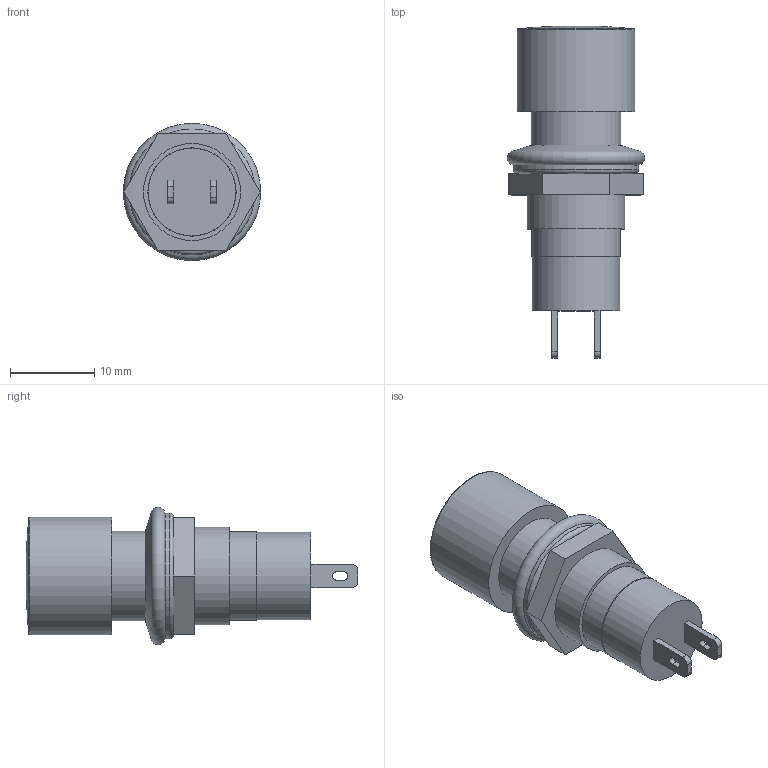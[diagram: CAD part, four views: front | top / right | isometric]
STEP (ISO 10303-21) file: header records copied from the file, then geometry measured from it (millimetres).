
FILE_DESCRIPTION(/* description */ (''),/* implementation_level */ '2;1');
FILE_NAME(/* name */ 'GPB040A05 Model.stp',/* time_stamp */ '2023-02-21T14:35:00-05:00',/* author */ ('dwiltbank'),/* organization */ (''),/* preprocessor_version */ 'ST-DEVELOPER v18.1',/* originating_system */ 'Autodesk Inventor 2022',/* authorisation */ '');
FILE_SCHEMA (('AUTOMOTIVE_DESIGN { 1 0 10303 214 3 1 1 }'));
Length unit declared in the file: inch
Products named in the file (1): GPB040A05_3D Model_Simplify_1
Bounding box: 16.31 x 39.42 x 16.31 mm (x, y, z)
Volume: 4195.7 mm3; surface area: 1914 mm2
Topology: 1 solids, 1 shells, 60 faces, 146 edges, 94 vertices
Faces by surface type: plane 36, cylinder 18, torus 4, cone 1, bspline 1
Full cylindrical faces by diameter (mm): 10.414 x1, 10.49 x1, 10.617 x1, 11.532 x1, 13.995 x1, 14.961 x1
Entity records: 1936 total; most frequent: CARTESIAN_POINT 327, DIRECTION 321, ORIENTED_EDGE 292, EDGE_CURVE 146, AXIS2_PLACEMENT_3D 115, VERTEX_POINT 94, LINE 91, VECTOR 91
